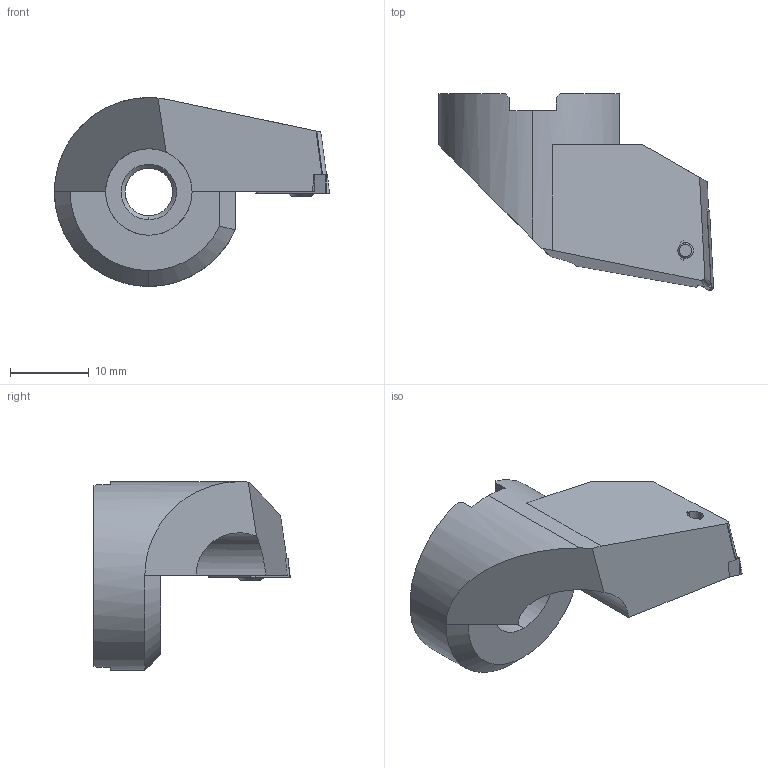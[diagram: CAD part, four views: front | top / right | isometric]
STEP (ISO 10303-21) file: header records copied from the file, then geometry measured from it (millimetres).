
FILE_DESCRIPTION(('no description'),'unknown implementation level');
FILE_NAME('73EFA666-BAEC-425E-BCE2-92DF0BBA5F14_export.stp',' ',('CIMSOURCE GmbH'),('CADClick - KiM GmbH - www.kimweb.de'),'unknown preprocess','ACIS','unknown authorization');
FILE_SCHEMA(('automotive_design'));
Length unit declared in the file: millimetre
Products named in the file (3): 626.272 Kaiser ENH72 TC11 225-260|694.122 Kaiser ETL M2.5x6.5 T7 IP 10S;Kreismuster1; 626.272 Kaiser ENH72 TC11 225-260|655.383 Kaiser TCGT 110204 K10C;Kombinieren1; 626.272 Kaiser ENH72 TC11 225-260|626.272 Kaiser ENH72 TC11 225-260;Linear austragen14
Bounding box: 34.98 x 25 x 24 mm (x, y, z)
Volume: 6004.4 mm3; surface area: 3086.2 mm2
Topology: 3 solids, 3 shells, 111 faces, 283 edges, 178 vertices
Faces by surface type: plane 42, cylinder 38, cone 25, torus 6
Entity records: 6659 total; most frequent: CARTESIAN_POINT 657, DIRECTION 611, STYLED_ITEM 575, PRESENTATION_STYLE_ASSIGNMENT 575, COLOUR_RGB 575, ORIENTED_EDGE 566, EDGE_CURVE 283, CURVE_STYLE 283
